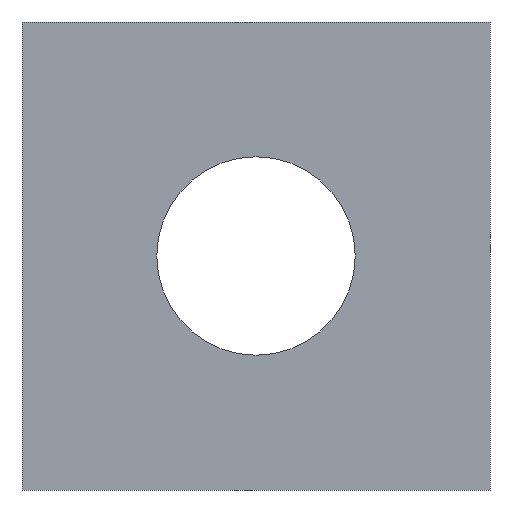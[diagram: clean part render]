
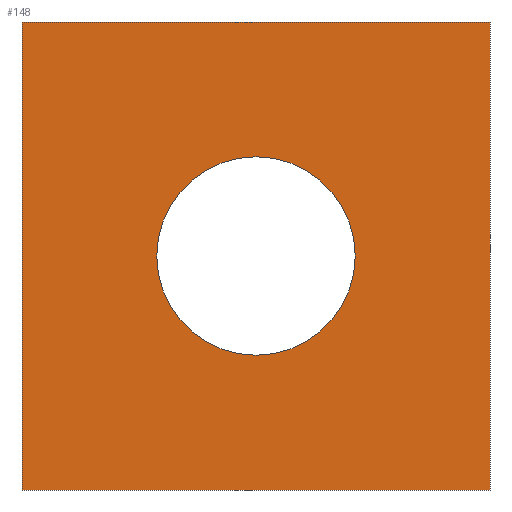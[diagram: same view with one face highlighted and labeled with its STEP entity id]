
A CAD part, front view. The second image highlights one B-rep face of the part: STEP entity #148.
In plain terms, the highlighted planar face has unit normal (0, -1, 0).
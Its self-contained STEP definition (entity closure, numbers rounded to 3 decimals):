
#1 = EDGE_LOOP ( 'NONE', ( #119, #102 ) ) ;
#6 = ORIENTED_EDGE ( 'NONE', *, *, #57, .F. ) ;
#12 = ORIENTED_EDGE ( 'NONE', *, *, #86, .F. ) ;
#14 = ORIENTED_EDGE ( 'NONE', *, *, #55, .F. ) ;
#20 = FACE_BOUND ( 'NONE', #1, .T. ) ;
#22 = VECTOR ( 'NONE', #291, 1000. ) ;
#25 = LINE ( 'NONE', #301, #26 ) ;
#26 = VECTOR ( 'NONE', #303, 1000. ) ;
#32 = VECTOR ( 'NONE', #302, 1000. ) ;
#34 = LINE ( 'NONE', #256, #32 ) ;
#47 = AXIS2_PLACEMENT_3D ( 'NONE', #233, #264, #255 ) ;
#52 = AXIS2_PLACEMENT_3D ( 'NONE', #272, #258, #219 ) ;
#55 = EDGE_CURVE ( 'NONE', #305, #296, #190, .T. ) ;
#57 = EDGE_CURVE ( 'NONE', #296, #280, #188, .T. ) ;
#61 = EDGE_CURVE ( 'NONE', #280, #308, #25, .T. ) ;
#64 = EDGE_CURVE ( 'NONE', #300, #250, #174, .T. ) ;
#70 = EDGE_CURVE ( 'NONE', #250, #300, #172, .T. ) ;
#75 = AXIS2_PLACEMENT_3D ( 'NONE', #220, #271, #193 ) ;
#86 = EDGE_CURVE ( 'NONE', #308, #305, #34, .T. ) ;
#102 = ORIENTED_EDGE ( 'NONE', *, *, #70, .T. ) ;
#103 = ORIENTED_EDGE ( 'NONE', *, *, #61, .F. ) ;
#119 = ORIENTED_EDGE ( 'NONE', *, *, #64, .T. ) ;
#148 = ADVANCED_FACE ( 'NONE', ( #20, #168 ), #230, .T. ) ;
#168 = FACE_OUTER_BOUND ( 'NONE', #181, .T. ) ;
#172 = CIRCLE ( 'NONE', #52, 15.9 ) ;
#174 = CIRCLE ( 'NONE', #47, 15.9 ) ;
#181 = EDGE_LOOP ( 'NONE', ( #14, #12, #103, #6 ) ) ;
#187 = VECTOR ( 'NONE', #293, 1000. ) ;
#188 = LINE ( 'NONE', #307, #22 ) ;
#190 = LINE ( 'NONE', #287, #187 ) ;
#193 = DIRECTION ( 'NONE',  ( 0., 0., -1. ) ) ;
#214 = CARTESIAN_POINT ( 'NONE',  ( 0., 0., 0. ) ) ;
#219 = DIRECTION ( 'NONE',  ( 0., 0., 1. ) ) ;
#220 = CARTESIAN_POINT ( 'NONE',  ( 0., 0., -75. ) ) ;
#226 = CARTESIAN_POINT ( 'NONE',  ( 37.5, 0., -53.4 ) ) ;
#230 = PLANE ( 'NONE',  #75 ) ;
#233 = CARTESIAN_POINT ( 'NONE',  ( 37.5, 0., -37.5 ) ) ;
#245 = CARTESIAN_POINT ( 'NONE',  ( 0., 0., -75. ) ) ;
#248 = CARTESIAN_POINT ( 'NONE',  ( 75., 0., -75. ) ) ;
#249 = CARTESIAN_POINT ( 'NONE',  ( 75., 0., 0. ) ) ;
#250 = VERTEX_POINT ( 'NONE', #226 ) ;
#255 = DIRECTION ( 'NONE',  ( 0., 0., 1. ) ) ;
#256 = CARTESIAN_POINT ( 'NONE',  ( 0., 0., -75. ) ) ;
#258 = DIRECTION ( 'NONE',  ( 0., 1., 0. ) ) ;
#261 = CARTESIAN_POINT ( 'NONE',  ( 37.5, 0., -21.6 ) ) ;
#264 = DIRECTION ( 'NONE',  ( 0., 1., 0. ) ) ;
#271 = DIRECTION ( 'NONE',  ( 0., -1., 0. ) ) ;
#272 = CARTESIAN_POINT ( 'NONE',  ( 37.5, 0., -37.5 ) ) ;
#280 = VERTEX_POINT ( 'NONE', #249 ) ;
#287 = CARTESIAN_POINT ( 'NONE',  ( 0., 0., 0. ) ) ;
#291 = DIRECTION ( 'NONE',  ( 1., 0., 0. ) ) ;
#293 = DIRECTION ( 'NONE',  ( 0., 0., 1. ) ) ;
#296 = VERTEX_POINT ( 'NONE', #214 ) ;
#300 = VERTEX_POINT ( 'NONE', #261 ) ;
#301 = CARTESIAN_POINT ( 'NONE',  ( 75., 0., 0. ) ) ;
#302 = DIRECTION ( 'NONE',  ( -1., 0., 0. ) ) ;
#303 = DIRECTION ( 'NONE',  ( 0., 0., -1. ) ) ;
#305 = VERTEX_POINT ( 'NONE', #245 ) ;
#307 = CARTESIAN_POINT ( 'NONE',  ( 0., 0., 0. ) ) ;
#308 = VERTEX_POINT ( 'NONE', #248 ) ;
